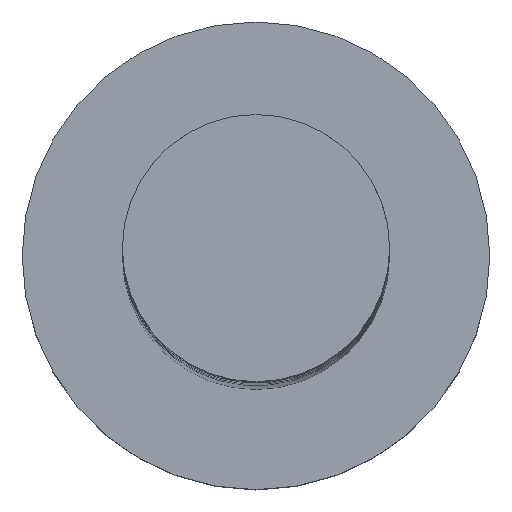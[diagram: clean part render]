
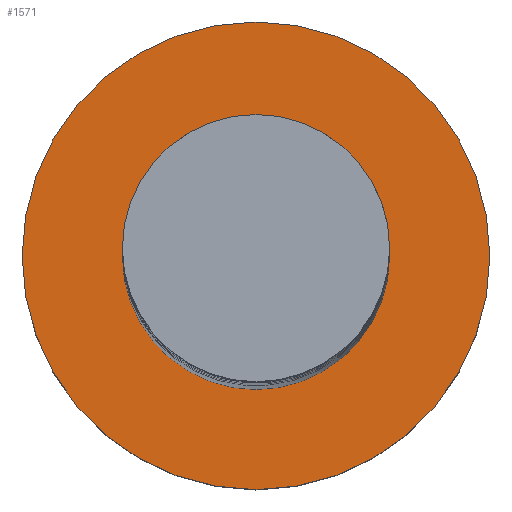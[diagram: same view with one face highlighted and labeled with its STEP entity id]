
A CAD part, top view. The second image highlights one B-rep face of the part: STEP entity #1571.
In plain terms, the highlighted planar face has unit normal (0, 0, 1).
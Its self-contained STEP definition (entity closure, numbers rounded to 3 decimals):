
#84 = ORIENTED_EDGE ( 'NONE', *, *, #1261, .F. ) ;
#87 = CARTESIAN_POINT ( 'NONE',  ( 0., 0., 5. ) ) ;
#98 = EDGE_CURVE ( 'NONE', #1255, #620, #257, .T. ) ;
#108 = AXIS2_PLACEMENT_3D ( 'NONE', #1507, #1496, #295 ) ;
#136 = AXIS2_PLACEMENT_3D ( 'NONE', #1148, #789, #1035 ) ;
#184 = DIRECTION ( 'NONE',  ( 1., 0., 0. ) ) ;
#231 = AXIS2_PLACEMENT_3D ( 'NONE', #626, #449, #1143 ) ;
#257 = CIRCLE ( 'NONE', #108, 7. ) ;
#271 = DIRECTION ( 'NONE',  ( 1., 0., 0. ) ) ;
#295 = DIRECTION ( 'NONE',  ( 1., 0., 0. ) ) ;
#323 = CARTESIAN_POINT ( 'NONE',  ( 4., 0., 5. ) ) ;
#357 = EDGE_CURVE ( 'NONE', #620, #1255, #1288, .T. ) ;
#438 = FACE_BOUND ( 'NONE', #1433, .T. ) ;
#444 = EDGE_LOOP ( 'NONE', ( #1111, #1292 ) ) ;
#449 = DIRECTION ( 'NONE',  ( 0., 0., 1. ) ) ;
#457 = CIRCLE ( 'NONE', #658, 4. ) ;
#505 = CARTESIAN_POINT ( 'NONE',  ( -7., 0., 5. ) ) ;
#518 = EDGE_CURVE ( 'NONE', #1556, #1271, #1162, .T. ) ;
#554 = DIRECTION ( 'NONE',  ( 0., 0., 1. ) ) ;
#620 = VERTEX_POINT ( 'NONE', #667 ) ;
#626 = CARTESIAN_POINT ( 'NONE',  ( 0., 0., 5. ) ) ;
#658 = AXIS2_PLACEMENT_3D ( 'NONE', #995, #1480, #271 ) ;
#667 = CARTESIAN_POINT ( 'NONE',  ( 7., 0., 5. ) ) ;
#782 = FACE_OUTER_BOUND ( 'NONE', #444, .T. ) ;
#789 = DIRECTION ( 'NONE',  ( 0., 0., 1. ) ) ;
#867 = AXIS2_PLACEMENT_3D ( 'NONE', #87, #554, #184 ) ;
#936 = PLANE ( 'NONE',  #136 ) ;
#964 = CARTESIAN_POINT ( 'NONE',  ( -4., 0., 5. ) ) ;
#995 = CARTESIAN_POINT ( 'NONE',  ( 0., 0., 5. ) ) ;
#1035 = DIRECTION ( 'NONE',  ( 1., 0., 0. ) ) ;
#1111 = ORIENTED_EDGE ( 'NONE', *, *, #98, .T. ) ;
#1143 = DIRECTION ( 'NONE',  ( 1., 0., 0. ) ) ;
#1148 = CARTESIAN_POINT ( 'NONE',  ( 0., 0., 5. ) ) ;
#1162 = CIRCLE ( 'NONE', #231, 4. ) ;
#1255 = VERTEX_POINT ( 'NONE', #505 ) ;
#1261 = EDGE_CURVE ( 'NONE', #1271, #1556, #457, .T. ) ;
#1271 = VERTEX_POINT ( 'NONE', #964 ) ;
#1288 = CIRCLE ( 'NONE', #867, 7. ) ;
#1292 = ORIENTED_EDGE ( 'NONE', *, *, #357, .T. ) ;
#1433 = EDGE_LOOP ( 'NONE', ( #84, #1434 ) ) ;
#1434 = ORIENTED_EDGE ( 'NONE', *, *, #518, .F. ) ;
#1480 = DIRECTION ( 'NONE',  ( 0., 0., 1. ) ) ;
#1496 = DIRECTION ( 'NONE',  ( 0., 0., 1. ) ) ;
#1507 = CARTESIAN_POINT ( 'NONE',  ( 0., 0., 5. ) ) ;
#1556 = VERTEX_POINT ( 'NONE', #323 ) ;
#1571 = ADVANCED_FACE ( 'NONE', ( #438, #782 ), #936, .T. ) ;
